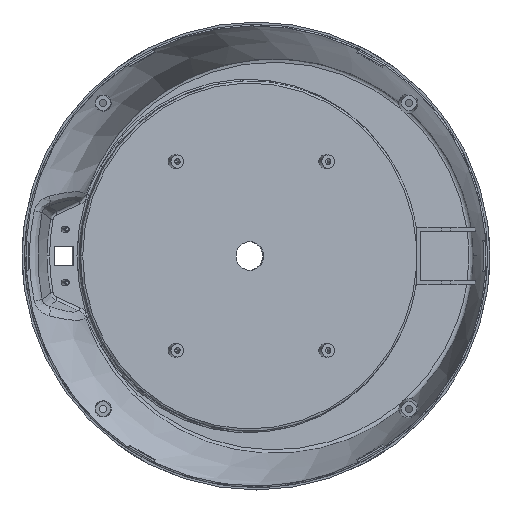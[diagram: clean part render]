
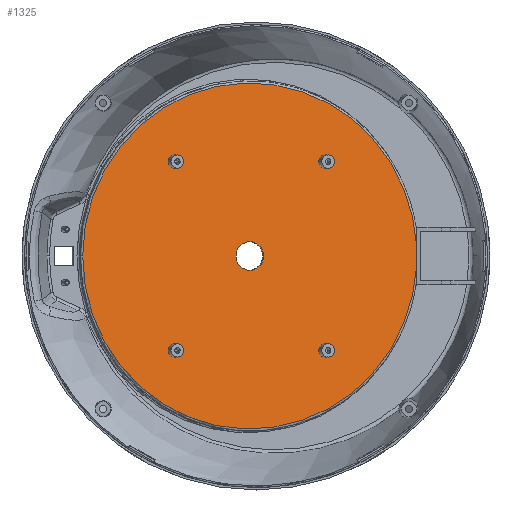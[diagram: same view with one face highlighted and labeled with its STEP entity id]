
A CAD part, front view. The second image highlights one B-rep face of the part: STEP entity #1325.
In plain terms, the highlighted planar face has unit normal (0.259, -0.966, 0).
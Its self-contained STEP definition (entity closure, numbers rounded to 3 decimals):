
#37 = ORIENTED_EDGE ( 'NONE', *, *, #10340, .T. ) ;
#39 = CARTESIAN_POINT ( 'NONE',  ( -42.891, 227.772, -49.671 ) ) ;
#282 = CARTESIAN_POINT ( 'NONE',  ( -42.891, 227.772, 49.671 ) ) ;
#385 = CARTESIAN_POINT ( 'NONE',  ( -39.511, 228.678, 49.671 ) ) ;
#618 = CARTESIAN_POINT ( 'NONE',  ( -42.891, 227.772, -49.671 ) ) ;
#620 = CARTESIAN_POINT ( 'NONE',  ( 36.382, 249.013, -49.671 ) ) ;
#963 = CARTESIAN_POINT ( 'NONE',  ( -10.499, 236.451, 0. ) ) ;
#980 = DIRECTION ( 'NONE',  ( 0.259, -0.966, 0. ) ) ;
#1032 = ORIENTED_EDGE ( 'NONE', *, *, #12107, .T. ) ;
#1096 = DIRECTION ( 'NONE',  ( 0.259, -0.966, 0. ) ) ;
#1100 = EDGE_CURVE ( 'NONE', #14457, #8156, #8965, .T. ) ;
#1254 = CARTESIAN_POINT ( 'NONE',  ( 84.519, 261.911, 4.917 ) ) ;
#1266 = DIRECTION ( 'NONE',  ( -0.966, -0.259, 0. ) ) ;
#1325 = ADVANCED_FACE ( 'NONE', ( #6841, #5154, #17498, #16399, #8179, #13672 ), #1333, .F. ) ;
#1333 = PLANE ( 'NONE',  #7198 ) ;
#2021 = CARTESIAN_POINT ( 'NONE',  ( 39.762, 249.919, -49.671 ) ) ;
#2131 = VERTEX_POINT ( 'NONE', #963 ) ;
#2279 = EDGE_CURVE ( 'NONE', #6300, #3411, #8802, .T. ) ;
#2284 = EDGE_CURVE ( 'NONE', #16890, #2379, #11679, .T. ) ;
#2379 = VERTEX_POINT ( 'NONE', #2021 ) ;
#2518 = CIRCLE ( 'NONE', #11157, 7.5 ) ;
#2628 = DIRECTION ( 'NONE',  ( -0.966, -0.259, 0. ) ) ;
#2917 = VERTEX_POINT ( 'NONE', #10799 ) ;
#3318 = CARTESIAN_POINT ( 'NONE',  ( -39.511, 228.678, -49.671 ) ) ;
#3403 = CIRCLE ( 'NONE', #3940, 3.5 ) ;
#3411 = VERTEX_POINT ( 'NONE', #14320 ) ;
#3509 = DIRECTION ( 'NONE',  ( -0.966, -0.259, 0. ) ) ;
#3940 = AXIS2_PLACEMENT_3D ( 'NONE', #8394, #10431, #10347 ) ;
#4028 = DIRECTION ( 'NONE',  ( 0.259, -0.966, 0. ) ) ;
#4574 = DIRECTION ( 'NONE',  ( 0., 0., 1. ) ) ;
#4635 = ORIENTED_EDGE ( 'NONE', *, *, #1100, .T. ) ;
#4639 = EDGE_CURVE ( 'NONE', #10982, #14457, #7971, .T. ) ;
#4767 = ORIENTED_EDGE ( 'NONE', *, *, #5514, .F. ) ;
#4877 = DIRECTION ( 'NONE',  ( -0.259, 0.966, 0. ) ) ;
#4880 = CARTESIAN_POINT ( 'NONE',  ( -3.255, 238.392, 0. ) ) ;
#5154 = FACE_BOUND ( 'NONE', #15105, .T. ) ;
#5514 = EDGE_CURVE ( 'NONE', #12458, #14190, #8830, .T. ) ;
#5608 = DIRECTION ( 'NONE',  ( 0.259, -0.966, 0. ) ) ;
#5699 = AXIS2_PLACEMENT_3D ( 'NONE', #10177, #15681, #16862 ) ;
#5893 = ORIENTED_EDGE ( 'NONE', *, *, #16849, .F. ) ;
#6132 = CARTESIAN_POINT ( 'NONE',  ( -3.255, 238.392, 0. ) ) ;
#6300 = VERTEX_POINT ( 'NONE', #3318 ) ;
#6322 = CIRCLE ( 'NONE', #8307, 3.5 ) ;
#6425 = CARTESIAN_POINT ( 'NONE',  ( 84.519, 261.911, -4.917 ) ) ;
#6498 = CARTESIAN_POINT ( 'NONE',  ( -3.255, 238.392, 0. ) ) ;
#6716 = EDGE_LOOP ( 'NONE', ( #4635, #7510, #16014 ) ) ;
#6841 = FACE_BOUND ( 'NONE', #11575, .T. ) ;
#6959 = CARTESIAN_POINT ( 'NONE',  ( -3.255, 238.392, 0. ) ) ;
#7103 = CIRCLE ( 'NONE', #16651, 91.003 ) ;
#7198 = AXIS2_PLACEMENT_3D ( 'NONE', #6498, #12318, #7843 ) ;
#7460 = AXIS2_PLACEMENT_3D ( 'NONE', #17605, #1096, #1266 ) ;
#7510 = ORIENTED_EDGE ( 'NONE', *, *, #10114, .T. ) ;
#7843 = DIRECTION ( 'NONE',  ( -0.966, -0.259, 0. ) ) ;
#7971 = CIRCLE ( 'NONE', #14013, 91.003 ) ;
#8113 = CARTESIAN_POINT ( 'NONE',  ( 33.001, 248.107, -49.671 ) ) ;
#8156 = VERTEX_POINT ( 'NONE', #1254 ) ;
#8179 = FACE_BOUND ( 'NONE', #10720, .T. ) ;
#8307 = AXIS2_PLACEMENT_3D ( 'NONE', #618, #980, #13328 ) ;
#8344 = DIRECTION ( 'NONE',  ( -0.966, -0.259, 0. ) ) ;
#8394 = CARTESIAN_POINT ( 'NONE',  ( 36.382, 249.013, 49.671 ) ) ;
#8721 = EDGE_LOOP ( 'NONE', ( #10054, #8962 ) ) ;
#8802 = CIRCLE ( 'NONE', #10240, 3.5 ) ;
#8830 = CIRCLE ( 'NONE', #11996, 3.5 ) ;
#8920 = DIRECTION ( 'NONE',  ( 0.259, -0.966, 0. ) ) ;
#8962 = ORIENTED_EDGE ( 'NONE', *, *, #2279, .F. ) ;
#8965 = LINE ( 'NONE', #14464, #15240 ) ;
#9001 = CARTESIAN_POINT ( 'NONE',  ( 36.382, 249.013, 49.671 ) ) ;
#10054 = ORIENTED_EDGE ( 'NONE', *, *, #17014, .F. ) ;
#10114 = EDGE_CURVE ( 'NONE', #8156, #10982, #7103, .T. ) ;
#10177 = CARTESIAN_POINT ( 'NONE',  ( -3.255, 238.392, 0. ) ) ;
#10240 = AXIS2_PLACEMENT_3D ( 'NONE', #39, #16550, #8344 ) ;
#10340 = EDGE_CURVE ( 'NONE', #2917, #17628, #3403, .T. ) ;
#10347 = DIRECTION ( 'NONE',  ( -0.966, -0.259, 0. ) ) ;
#10357 = DIRECTION ( 'NONE',  ( -0.966, -0.259, 0. ) ) ;
#10431 = DIRECTION ( 'NONE',  ( -0.259, 0.966, 0. ) ) ;
#10720 = EDGE_LOOP ( 'NONE', ( #1032, #14018 ) ) ;
#10799 = CARTESIAN_POINT ( 'NONE',  ( 33.001, 248.107, 49.671 ) ) ;
#10982 = VERTEX_POINT ( 'NONE', #14867 ) ;
#11157 = AXIS2_PLACEMENT_3D ( 'NONE', #6132, #11609, #13046 ) ;
#11289 = DIRECTION ( 'NONE',  ( -0.966, -0.259, 0. ) ) ;
#11535 = DIRECTION ( 'NONE',  ( -0.966, -0.259, 0. ) ) ;
#11575 = EDGE_LOOP ( 'NONE', ( #37, #17198 ) ) ;
#11609 = DIRECTION ( 'NONE',  ( -0.259, 0.966, 0. ) ) ;
#11614 = DIRECTION ( 'NONE',  ( 0.259, -0.966, 0. ) ) ;
#11679 = CIRCLE ( 'NONE', #17745, 3.5 ) ;
#11996 = AXIS2_PLACEMENT_3D ( 'NONE', #282, #13989, #11289 ) ;
#12107 = EDGE_CURVE ( 'NONE', #2131, #16242, #2518, .T. ) ;
#12295 = CARTESIAN_POINT ( 'NONE',  ( 36.382, 249.013, -49.671 ) ) ;
#12318 = DIRECTION ( 'NONE',  ( -0.259, 0.966, 0. ) ) ;
#12458 = VERTEX_POINT ( 'NONE', #385 ) ;
#12660 = DIRECTION ( 'NONE',  ( -0.966, -0.259, 0. ) ) ;
#13046 = DIRECTION ( 'NONE',  ( -0.966, -0.259, 0. ) ) ;
#13076 = EDGE_CURVE ( 'NONE', #16242, #2131, #13169, .T. ) ;
#13135 = EDGE_LOOP ( 'NONE', ( #15532, #16181 ) ) ;
#13169 = CIRCLE ( 'NONE', #5699, 7.5 ) ;
#13185 = EDGE_CURVE ( 'NONE', #2379, #16890, #14901, .T. ) ;
#13328 = DIRECTION ( 'NONE',  ( -0.966, -0.259, 0. ) ) ;
#13472 = AXIS2_PLACEMENT_3D ( 'NONE', #620, #11614, #3509 ) ;
#13672 = FACE_OUTER_BOUND ( 'NONE', #6716, .T. ) ;
#13989 = DIRECTION ( 'NONE',  ( 0.259, -0.966, 0. ) ) ;
#14013 = AXIS2_PLACEMENT_3D ( 'NONE', #4880, #8920, #11535 ) ;
#14018 = ORIENTED_EDGE ( 'NONE', *, *, #13076, .T. ) ;
#14119 = CARTESIAN_POINT ( 'NONE',  ( 3.99, 240.334, 0. ) ) ;
#14190 = VERTEX_POINT ( 'NONE', #15251 ) ;
#14320 = CARTESIAN_POINT ( 'NONE',  ( -46.272, 226.866, -49.671 ) ) ;
#14457 = VERTEX_POINT ( 'NONE', #6425 ) ;
#14464 = CARTESIAN_POINT ( 'NONE',  ( 84.519, 261.911, 0. ) ) ;
#14867 = CARTESIAN_POINT ( 'NONE',  ( -91.157, 214.839, 0. ) ) ;
#14901 = CIRCLE ( 'NONE', #13472, 3.5 ) ;
#14938 = AXIS2_PLACEMENT_3D ( 'NONE', #9001, #4877, #10357 ) ;
#15105 = EDGE_LOOP ( 'NONE', ( #5893, #4767 ) ) ;
#15221 = CIRCLE ( 'NONE', #7460, 3.5 ) ;
#15240 = VECTOR ( 'NONE', #4574, 1000. ) ;
#15251 = CARTESIAN_POINT ( 'NONE',  ( -46.272, 226.866, 49.671 ) ) ;
#15302 = CARTESIAN_POINT ( 'NONE',  ( 39.762, 249.919, 49.671 ) ) ;
#15532 = ORIENTED_EDGE ( 'NONE', *, *, #2284, .F. ) ;
#15681 = DIRECTION ( 'NONE',  ( -0.259, 0.966, 0. ) ) ;
#15838 = EDGE_CURVE ( 'NONE', #17628, #2917, #17255, .T. ) ;
#16014 = ORIENTED_EDGE ( 'NONE', *, *, #4639, .T. ) ;
#16181 = ORIENTED_EDGE ( 'NONE', *, *, #13185, .F. ) ;
#16242 = VERTEX_POINT ( 'NONE', #14119 ) ;
#16399 = FACE_BOUND ( 'NONE', #8721, .T. ) ;
#16550 = DIRECTION ( 'NONE',  ( 0.259, -0.966, 0. ) ) ;
#16651 = AXIS2_PLACEMENT_3D ( 'NONE', #6959, #5608, #2628 ) ;
#16849 = EDGE_CURVE ( 'NONE', #14190, #12458, #15221, .T. ) ;
#16862 = DIRECTION ( 'NONE',  ( -0.966, -0.259, 0. ) ) ;
#16890 = VERTEX_POINT ( 'NONE', #8113 ) ;
#17014 = EDGE_CURVE ( 'NONE', #3411, #6300, #6322, .T. ) ;
#17198 = ORIENTED_EDGE ( 'NONE', *, *, #15838, .T. ) ;
#17255 = CIRCLE ( 'NONE', #14938, 3.5 ) ;
#17498 = FACE_BOUND ( 'NONE', #13135, .T. ) ;
#17605 = CARTESIAN_POINT ( 'NONE',  ( -42.891, 227.772, 49.671 ) ) ;
#17628 = VERTEX_POINT ( 'NONE', #15302 ) ;
#17745 = AXIS2_PLACEMENT_3D ( 'NONE', #12295, #4028, #12660 ) ;
